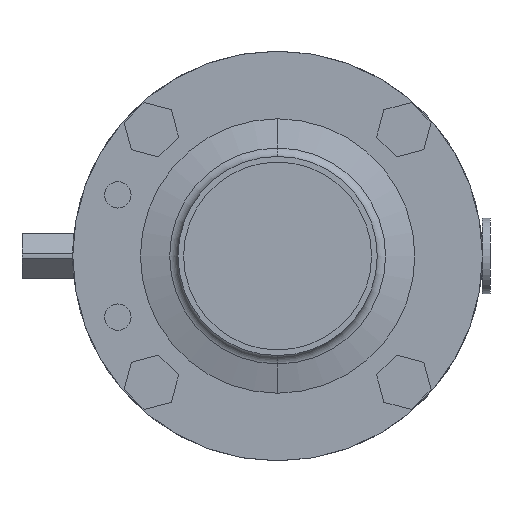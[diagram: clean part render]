
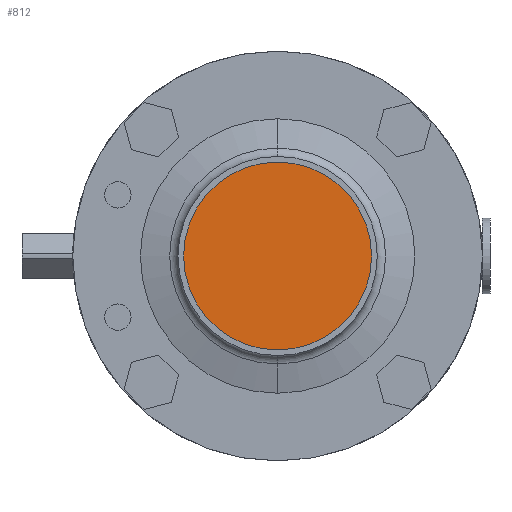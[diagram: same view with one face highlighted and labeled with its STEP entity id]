
A CAD part, left-side view. The second image highlights one B-rep face of the part: STEP entity #812.
In plain terms, the highlighted face is planar.
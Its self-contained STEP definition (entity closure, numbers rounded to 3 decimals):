
#177 = VERTEX_POINT ( 'NONE', #1400 ) ;
#421 = VERTEX_POINT ( 'NONE', #1687 ) ;
#635 = PLANE ( 'NONE',  #1495 ) ;
#645 = DIRECTION ( 'NONE',  ( -1., 0., 0. ) ) ;
#662 = CARTESIAN_POINT ( 'NONE',  ( 10., 25., 0. ) ) ;
#708 = AXIS2_PLACEMENT_3D ( 'NONE', #2290, #2042, #1117 ) ;
#721 = ORIENTED_EDGE ( 'NONE', *, *, #2283, .F. ) ;
#735 = CIRCLE ( 'NONE', #2002, 25. ) ;
#802 = EDGE_LOOP ( 'NONE', ( #1121, #721 ) ) ;
#812 = ADVANCED_FACE ( 'NONE', ( #884 ), #635, .F. ) ;
#863 = DIRECTION ( 'NONE',  ( -1., 0., 0. ) ) ;
#884 = FACE_OUTER_BOUND ( 'NONE', #802, .T. ) ;
#1117 = DIRECTION ( 'NONE',  ( 0., 0., 1. ) ) ;
#1121 = ORIENTED_EDGE ( 'NONE', *, *, #1369, .F. ) ;
#1359 = DIRECTION ( 'NONE',  ( 0., 0., 1. ) ) ;
#1369 = EDGE_CURVE ( 'NONE', #421, #177, #2211, .T. ) ;
#1400 = CARTESIAN_POINT ( 'NONE',  ( 10., 0., -25. ) ) ;
#1495 = AXIS2_PLACEMENT_3D ( 'NONE', #662, #645, #1359 ) ;
#1687 = CARTESIAN_POINT ( 'NONE',  ( 10., 0., 25. ) ) ;
#1925 = CARTESIAN_POINT ( 'NONE',  ( 10., 0., 0. ) ) ;
#2002 = AXIS2_PLACEMENT_3D ( 'NONE', #1925, #863, #2298 ) ;
#2042 = DIRECTION ( 'NONE',  ( -1., 0., 0. ) ) ;
#2211 = CIRCLE ( 'NONE', #708, 25. ) ;
#2283 = EDGE_CURVE ( 'NONE', #177, #421, #735, .T. ) ;
#2290 = CARTESIAN_POINT ( 'NONE',  ( 10., 0., 0. ) ) ;
#2298 = DIRECTION ( 'NONE',  ( 0., 0., 1. ) ) ;
